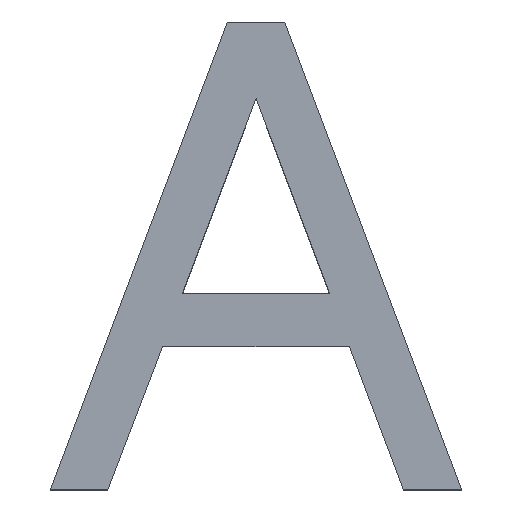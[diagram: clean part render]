
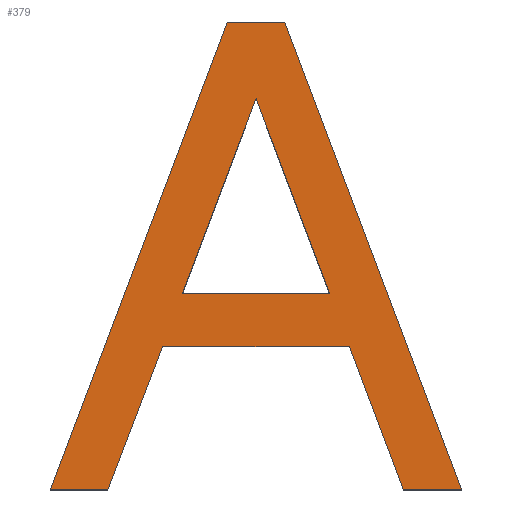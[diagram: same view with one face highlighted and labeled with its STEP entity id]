
A CAD part, top view. The second image highlights one B-rep face of the part: STEP entity #379.
In plain terms, the highlighted planar face has unit normal (0, 0, 1).
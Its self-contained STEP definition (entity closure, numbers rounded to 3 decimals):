
#24 = VERTEX_POINT('',#25);
#25 = CARTESIAN_POINT('',(451.702,-64.61,100.));
#31 = EDGE_CURVE('',#24,#32,#34,.T.);
#32 = VERTEX_POINT('',#33);
#33 = CARTESIAN_POINT('',(376.995,-64.61,100.));
#34 = LINE('',#35,#36);
#35 = CARTESIAN_POINT('',(451.702,-64.61,100.));
#36 = VECTOR('',#37,1.);
#37 = DIRECTION('',(-1.,0.,0.));
#64 = VERTEX_POINT('',#65);
#65 = CARTESIAN_POINT('',(224.915,535.39,100.));
#71 = EDGE_CURVE('',#64,#24,#72,.T.);
#72 = LINE('',#73,#74);
#73 = CARTESIAN_POINT('',(224.915,535.39,100.));
#74 = VECTOR('',#75,1.);
#75 = DIRECTION('',(0.354,-0.935,0.));
#95 = VERTEX_POINT('',#96);
#96 = CARTESIAN_POINT('',(151.116,535.39,100.));
#102 = EDGE_CURVE('',#95,#64,#103,.T.);
#103 = LINE('',#104,#105);
#104 = CARTESIAN_POINT('',(151.116,535.39,100.));
#105 = VECTOR('',#106,1.);
#106 = DIRECTION('',(1.,0.,0.));
#126 = VERTEX_POINT('',#127);
#127 = CARTESIAN_POINT('',(-75.7,-64.61,100.));
#133 = EDGE_CURVE('',#126,#95,#134,.T.);
#134 = LINE('',#135,#136);
#135 = CARTESIAN_POINT('',(-75.7,-64.61,100.));
#136 = VECTOR('',#137,1.);
#137 = DIRECTION('',(0.354,0.935,0.));
#157 = VERTEX_POINT('',#158);
#158 = CARTESIAN_POINT('',(-1.901,-64.61,100.));
#164 = EDGE_CURVE('',#157,#126,#165,.T.);
#165 = LINE('',#166,#167);
#166 = CARTESIAN_POINT('',(-1.901,-64.61,100.));
#167 = VECTOR('',#168,1.);
#168 = DIRECTION('',(-1.,0.,0.));
#188 = VERTEX_POINT('',#189);
#189 = CARTESIAN_POINT('',(68.294,119.14,100.));
#195 = EDGE_CURVE('',#188,#157,#196,.T.);
#196 = LINE('',#197,#198);
#197 = CARTESIAN_POINT('',(68.294,119.14,100.));
#198 = VECTOR('',#199,1.);
#199 = DIRECTION('',(-0.357,-0.934,0.));
#219 = VERTEX_POINT('',#220);
#220 = CARTESIAN_POINT('',(307.708,119.14,100.));
#226 = EDGE_CURVE('',#219,#188,#227,.T.);
#227 = LINE('',#228,#229);
#228 = CARTESIAN_POINT('',(307.708,119.14,100.));
#229 = VECTOR('',#230,1.);
#230 = DIRECTION('',(-1.,0.,0.));
#248 = EDGE_CURVE('',#32,#219,#249,.T.);
#249 = LINE('',#250,#251);
#250 = CARTESIAN_POINT('',(376.995,-64.61,100.));
#251 = VECTOR('',#252,1.);
#252 = DIRECTION('',(-0.353,0.936,0.));
#272 = VERTEX_POINT('',#273);
#273 = CARTESIAN_POINT('',(282.513,186.64,100.));
#279 = EDGE_CURVE('',#272,#280,#282,.T.);
#280 = VERTEX_POINT('',#281);
#281 = CARTESIAN_POINT('',(188.001,436.835,100.));
#282 = LINE('',#283,#284);
#283 = CARTESIAN_POINT('',(282.513,186.64,100.));
#284 = VECTOR('',#285,1.);
#285 = DIRECTION('',(-0.353,0.935,0.));
#312 = VERTEX_POINT('',#313);
#313 = CARTESIAN_POINT('',(93.519,186.64,100.));
#319 = EDGE_CURVE('',#312,#272,#320,.T.);
#320 = LINE('',#321,#322);
#321 = CARTESIAN_POINT('',(93.519,186.64,100.));
#322 = VECTOR('',#323,1.);
#323 = DIRECTION('',(1.,0.,0.));
#341 = EDGE_CURVE('',#280,#312,#342,.T.);
#342 = LINE('',#343,#344);
#343 = CARTESIAN_POINT('',(188.001,436.835,100.));
#344 = VECTOR('',#345,1.);
#345 = DIRECTION('',(-0.353,-0.936,0.));
#379 = ADVANCED_FACE('',(#380,#390),#395,.T.);
#380 = FACE_BOUND('',#381,.T.);
#381 = EDGE_LOOP('',(#382,#383,#384,#385,#386,#387,#388,#389));
#382 = ORIENTED_EDGE('',*,*,#31,.F.);
#383 = ORIENTED_EDGE('',*,*,#71,.F.);
#384 = ORIENTED_EDGE('',*,*,#102,.F.);
#385 = ORIENTED_EDGE('',*,*,#133,.F.);
#386 = ORIENTED_EDGE('',*,*,#164,.F.);
#387 = ORIENTED_EDGE('',*,*,#195,.F.);
#388 = ORIENTED_EDGE('',*,*,#226,.F.);
#389 = ORIENTED_EDGE('',*,*,#248,.F.);
#390 = FACE_BOUND('',#391,.T.);
#391 = EDGE_LOOP('',(#392,#393,#394));
#392 = ORIENTED_EDGE('',*,*,#279,.F.);
#393 = ORIENTED_EDGE('',*,*,#319,.F.);
#394 = ORIENTED_EDGE('',*,*,#341,.F.);
#395 = PLANE('',#396);
#396 = AXIS2_PLACEMENT_3D('',#397,#398,#399);
#397 = CARTESIAN_POINT('',(188.018,200.294,100.));
#398 = DIRECTION('',(0.,0.,1.));
#399 = DIRECTION('',(1.,0.,0.));
